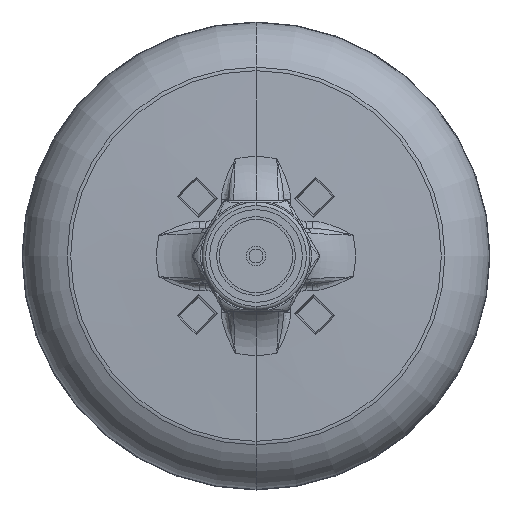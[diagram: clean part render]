
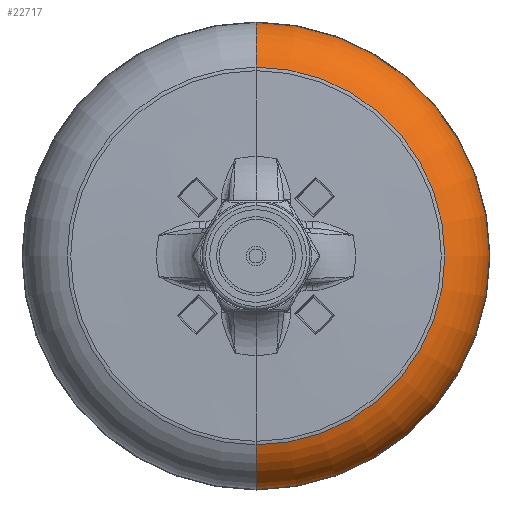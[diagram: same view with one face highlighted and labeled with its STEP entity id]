
A CAD part, front view. The second image highlights one B-rep face of the part: STEP entity #22717.
In plain terms, the highlighted toroidal (fillet/blend) face has major radius 12.246 mm and minor radius 4.627 mm.
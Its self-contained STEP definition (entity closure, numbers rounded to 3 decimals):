
#22709 = EDGE_CURVE ( 'NONE', #22710, #22711, #26092, .T. ) ;
#22710 = VERTEX_POINT ( 'NONE', #26087 ) ;
#22711 = VERTEX_POINT ( 'NONE', #26086 ) ;
#22717 = ADVANCED_FACE ( 'NONE', ( #26080 ), #26119, .T. ) ;
#22718 = EDGE_LOOP ( 'NONE', ( #22719, #22720, #22789, #22792 ) ) ;
#22719 = ORIENTED_EDGE ( 'NONE', *, *, #22709, .T. ) ;
#22720 = ORIENTED_EDGE ( 'NONE', *, *, #22788, .T. ) ;
#22721 = VERTEX_POINT ( 'NONE', #26115 ) ;
#22788 = EDGE_CURVE ( 'NONE', #22711, #22721, #26344, .T. ) ;
#22789 = ORIENTED_EDGE ( 'NONE', *, *, #22790, .T. ) ;
#22790 = EDGE_CURVE ( 'NONE', #22721, #22791, #26338, .T. ) ;
#22791 = VERTEX_POINT ( 'NONE', #26339 ) ;
#22792 = ORIENTED_EDGE ( 'NONE', *, *, #22793, .F. ) ;
#22793 = EDGE_CURVE ( 'NONE', #22710, #22791, #26381, .T. ) ;
#26080 = FACE_OUTER_BOUND ( 'NONE', #22718, .T. ) ;
#26086 = CARTESIAN_POINT ( 'NONE',  ( 0., 8.795, -13.617 ) ) ;
#26087 = CARTESIAN_POINT ( 'NONE',  ( 0., 8.795, 13.617 ) ) ;
#26088 = DIRECTION ( 'NONE',  ( 0., 0., 1. ) ) ;
#26089 = DIRECTION ( 'NONE',  ( 0., 1., 0. ) ) ;
#26090 = CARTESIAN_POINT ( 'NONE',  ( 0., 8.795, 0. ) ) ;
#26091 = AXIS2_PLACEMENT_3D ( 'NONE', #26090, #26089, #26088 ) ;
#26092 = CIRCLE ( 'NONE', #26091, 13.617 ) ;
#26115 = CARTESIAN_POINT ( 'NONE',  ( 0., 12.636, -16.837 ) ) ;
#26116 = DIRECTION ( 'NONE',  ( 0., 0., 1. ) ) ;
#26117 = DIRECTION ( 'NONE',  ( 0., 1., 0. ) ) ;
#26118 = AXIS2_PLACEMENT_3D ( 'NONE', #26120, #26117, #26116 ) ;
#26119 = TOROIDAL_SURFACE ( 'NONE', #26118, 12.246, 4.627 ) ;
#26120 = CARTESIAN_POINT ( 'NONE',  ( 0., 13.214, 0. ) ) ;
#26334 = DIRECTION ( 'NONE',  ( 0., 0., -1. ) ) ;
#26335 = DIRECTION ( 'NONE',  ( 0., -1., 0. ) ) ;
#26336 = CARTESIAN_POINT ( 'NONE',  ( 0., 12.636, 0. ) ) ;
#26337 = AXIS2_PLACEMENT_3D ( 'NONE', #26336, #26335, #26334 ) ;
#26338 = CIRCLE ( 'NONE', #26337, 16.837 ) ;
#26339 = CARTESIAN_POINT ( 'NONE',  ( 0., 12.636, 16.837 ) ) ;
#26340 = DIRECTION ( 'NONE',  ( 0., 0., -1. ) ) ;
#26341 = DIRECTION ( 'NONE',  ( 1., 0., 0. ) ) ;
#26342 = CARTESIAN_POINT ( 'NONE',  ( 0., 13.214, -12.246 ) ) ;
#26343 = AXIS2_PLACEMENT_3D ( 'NONE', #26342, #26341, #26340 ) ;
#26344 = CIRCLE ( 'NONE', #26343, 4.627 ) ;
#26377 = DIRECTION ( 'NONE',  ( 0., 0., 1. ) ) ;
#26378 = DIRECTION ( 'NONE',  ( -1., 0., 0. ) ) ;
#26379 = CARTESIAN_POINT ( 'NONE',  ( 0., 13.214, 12.246 ) ) ;
#26380 = AXIS2_PLACEMENT_3D ( 'NONE', #26379, #26378, #26377 ) ;
#26381 = CIRCLE ( 'NONE', #26380, 4.627 ) ;
